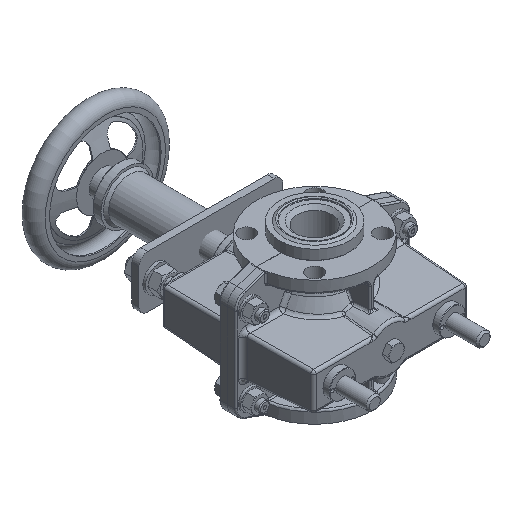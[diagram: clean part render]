
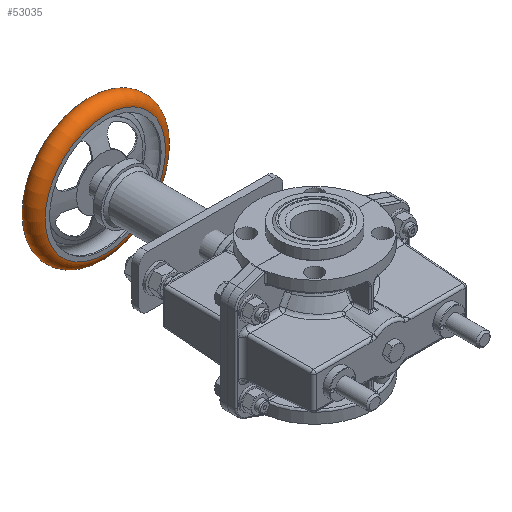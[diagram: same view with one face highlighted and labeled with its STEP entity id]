
A CAD part, isometric view. The second image highlights one B-rep face of the part: STEP entity #53035.
In plain terms, the highlighted toroidal (fillet/blend) face has major radius 69 mm and minor radius 11 mm.
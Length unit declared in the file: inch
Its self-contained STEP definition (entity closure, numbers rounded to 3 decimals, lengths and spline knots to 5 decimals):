
#53001=CARTESIAN_POINT('',(2.71629,9.44882,0.03675));
#53002=VERTEX_POINT('',#53001);
#53003=CARTESIAN_POINT('',(0.,9.44882,0.));
#53004=DIRECTION('',(0.,1.,0.));
#53005=DIRECTION('',(1.,0.,0.014));
#53006=AXIS2_PLACEMENT_3D('',#53003,#53004,#53005);
#53007=CIRCLE('',#53006,2.71654);
#53008=EDGE_CURVE('',#53002,#53002,#53007,.T.);
#53016=CARTESIAN_POINT('',(0.,9.88189,0.));
#53017=DIRECTION('',(0.,1.0,0.));
#53018=DIRECTION('',(0.014,0.,-1.));
#53019=AXIS2_PLACEMENT_3D('',#53016,#53017,#53018);
#53020=TOROIDAL_SURFACE('',#53019,2.71654,0.43307);
#53021=CARTESIAN_POINT('',(2.32115,10.05906,0.0314));
#53022=VERTEX_POINT('',#53021);
#53023=CARTESIAN_POINT('',(0.,10.05906,0.));
#53024=DIRECTION('',(0.,1.,0.));
#53025=DIRECTION('',(1.,0.,0.014));
#53026=AXIS2_PLACEMENT_3D('',#53023,#53024,#53025);
#53027=CIRCLE('',#53026,2.32136);
#53028=EDGE_CURVE('',#53022,#53022,#53027,.T.);
#53029=ORIENTED_EDGE('',*,*,#53028,.F.);
#53030=EDGE_LOOP('',(#53029));
#53031=FACE_OUTER_BOUND('',#53030,.T.);
#53032=ORIENTED_EDGE('',*,*,#53008,.T.);
#53033=EDGE_LOOP('',(#53032));
#53034=FACE_BOUND('',#53033,.T.);
#53035=ADVANCED_FACE('',(#53031,#53034),#53020,.T.);
